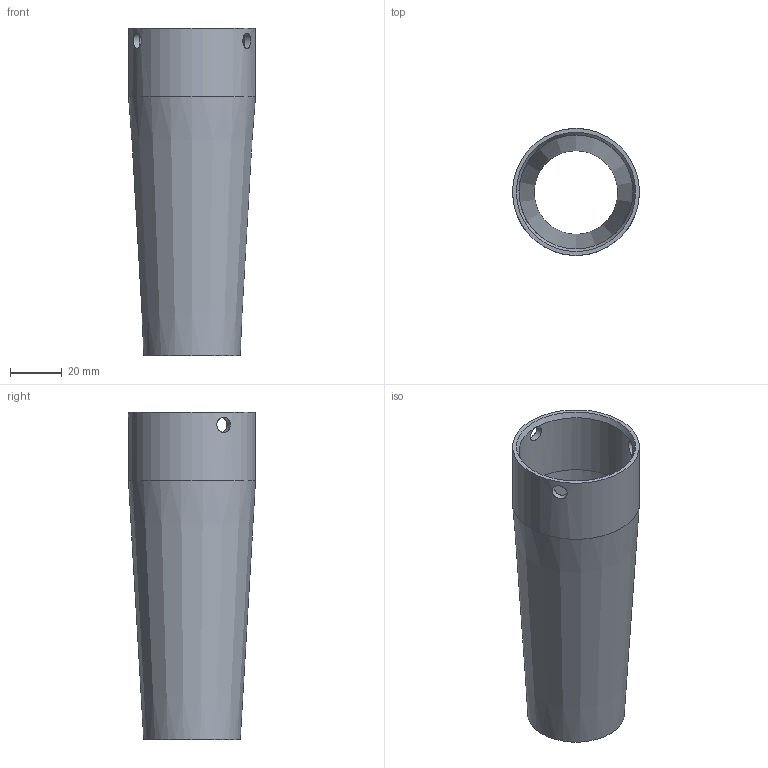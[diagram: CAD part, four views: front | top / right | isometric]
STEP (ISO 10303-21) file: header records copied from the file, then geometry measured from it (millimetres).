
FILE_DESCRIPTION(/* description */ (''),/* implementation_level */ '2;1');
FILE_NAME(/* name */ 'mine2 v11.stp',/* time_stamp */ '2023-08-23T18:45:33+02:00',/* author */ (''),/* organization */ (''),/* preprocessor_version */ 'ST-DEVELOPER v20',/* originating_system */ 'Autodesk Translation Framework v12.9.0.99',/* authorisation */ '');
FILE_SCHEMA (('AUTOMOTIVE_DESIGN { 1 0 10303 214 3 1 1 }'));
Length unit declared in the file: millimetre
Products named in the file (1): mine_2
Bounding box: 49 x 49 x 126.5 mm (x, y, z)
Volume: 41225.2 mm3; surface area: 33814.7 mm2
Topology: 1 solids, 1 shells, 10 faces, 37 edges, 26 vertices
Faces by surface type: cylinder 5, cone 3, plane 2
Full cylindrical faces by diameter (mm): 6 x3, 44 x1, 49 x1
Entity records: 637 total; most frequent: CARTESIAN_POINT 297, ORIENTED_EDGE 74, DIRECTION 50, EDGE_CURVE 37, VERTEX_POINT 26, AXIS2_PLACEMENT_3D 21, B_SPLINE_CURVE_WITH_KNOTS 19, EDGE_LOOP 15
